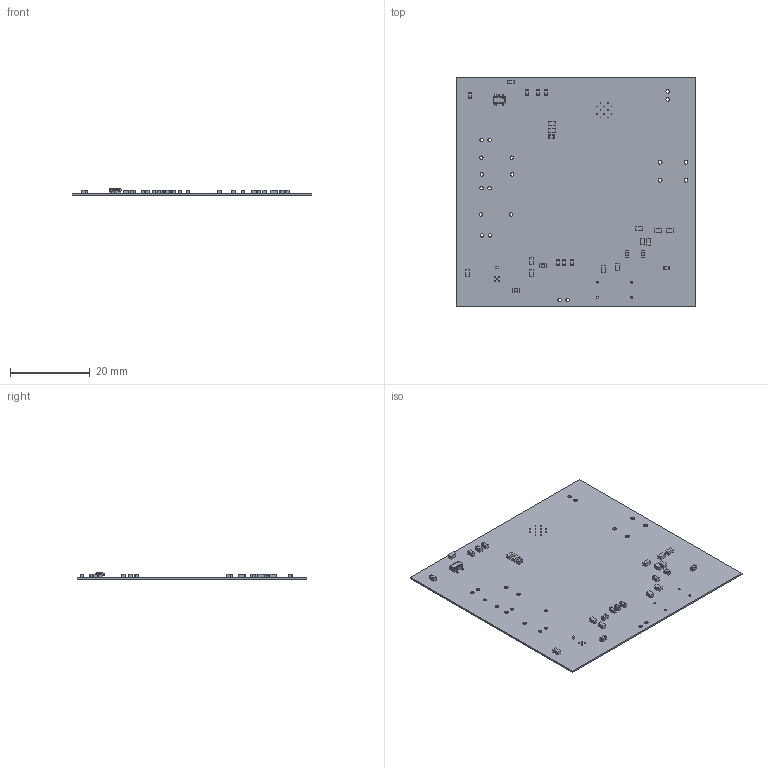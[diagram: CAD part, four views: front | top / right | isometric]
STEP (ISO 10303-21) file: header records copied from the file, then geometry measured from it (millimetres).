
FILE_DESCRIPTION(('Open CASCADE Model'),'2;1');
FILE_NAME('Open CASCADE Shape Model','2020-10-16T16:48:28',('Author'),( 'Open CASCADE'),'Open CASCADE STEP processor 6.8','Open CASCADE 6.8' ,'Unknown');
FILE_SCHEMA(('AUTOMOTIVE_DESIGN { 1 0 10303 214 1 1 1 1 }'));
Length unit declared in the file: millimetre
Products named in the file (39): PCB; Board; Open CASCADE STEP translator 6.8 3.1.1; C13; capacitor_0603; C7; U4; 5847853520; R18; 6265326304; Extruded; R17; R13; R8; R7; 6265325104; R6; R5; R4; R3; R2; R1; L1; 6265326704; D2; D1; C12; C11; C10; C9; C8; C6; C5; C4; C3; C2; C1
Assembly tree (61 placements, depth 4):
  PCB
    Board
      Open CASCADE STEP translator 6.8 3.1.1
    C13
      capacitor_0603
    C7
      capacitor_0603
    U4
      5847853520
    R18
      6265326304
        Extruded
    R17
      6265326304
        Extruded
    R13
      6265326304
        Extruded
    R8
      6265326304
        Extruded
    R7
      6265325104
        Extruded
    R6
      6265325104
        Extruded
    R5
      6265325104
        Extruded
    R4
      6265325104
        Extruded
    R3
      6265325104
        Extruded
    R2
      6265325104
        Extruded
    R1
      6265325104
        Extruded
    L1
      6265326704
        Extruded
    D2
      6265326304
        Extruded
    D1
      6265326304
        Extruded
    C12
      capacitor_0603
    C11
      capacitor_0603
    C10
      capacitor_0603
    C9
      capacitor_0603
    C8
Bounding box: 60 x 57.5 x 1.81 mm (x, y, z)
Volume: 1454 mm3; surface area: 7221.2 mm2
Topology: 35 solids, 35 shells, 802 faces, 1891 edges, 1082 vertices
Faces by surface type: plane 365, cylinder 333, bspline 104
Full cylindrical faces by diameter (mm): 0.2 x12, 0.3 x5, 0.5 x4, 0.85 x6, 0.86 x10, 0.99 x4
Entity records: 7579 total; most frequent: CARTESIAN_POINT 1239, DIRECTION 1189, ORIENTED_EDGE 1006, EDGE_CURVE 503, AXIS2_PLACEMENT_3D 432, LINE 325, VECTOR 325, VERTEX_POINT 322
